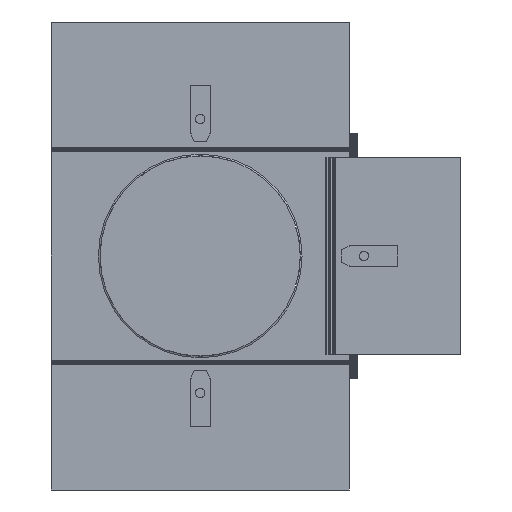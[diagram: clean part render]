
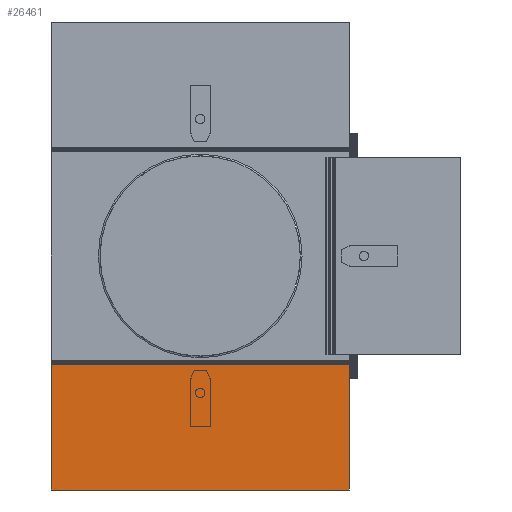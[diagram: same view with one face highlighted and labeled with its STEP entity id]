
A CAD part, front view. The second image highlights one B-rep face of the part: STEP entity #26461.
In plain terms, the highlighted planar face has unit normal (0, -1, 0).
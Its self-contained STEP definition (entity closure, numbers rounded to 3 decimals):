
#2330 = FACE_OUTER_BOUND ( 'NONE', #27167, .T. ) ;
#3532 = EDGE_CURVE ( 'NONE', #13569, #5894, #27494, .T. ) ;
#3754 = CARTESIAN_POINT ( 'NONE',  ( 230., 0., 193.7 ) ) ;
#5462 = DIRECTION ( 'NONE',  ( -1., 0., 0. ) ) ;
#5696 = LINE ( 'NONE', #22546, #6422 ) ;
#5894 = VERTEX_POINT ( 'NONE', #12455 ) ;
#6422 = VECTOR ( 'NONE', #24884, 1000. ) ;
#7750 = VERTEX_POINT ( 'NONE', #27713 ) ;
#10471 = EDGE_CURVE ( 'NONE', #5894, #17958, #5696, .T. ) ;
#10663 = CARTESIAN_POINT ( 'NONE',  ( 230., 0., 0. ) ) ;
#11042 = VECTOR ( 'NONE', #13202, 1000. ) ;
#11768 = LINE ( 'NONE', #24753, #11042 ) ;
#11797 = VECTOR ( 'NONE', #19301, 1000. ) ;
#11806 = ORIENTED_EDGE ( 'NONE', *, *, #3532, .T. ) ;
#11910 = ORIENTED_EDGE ( 'NONE', *, *, #10471, .T. ) ;
#12455 = CARTESIAN_POINT ( 'NONE',  ( -230., 0., 193.7 ) ) ;
#12549 = LINE ( 'NONE', #16863, #11797 ) ;
#12679 = EDGE_CURVE ( 'NONE', #7750, #17958, #12549, .T. ) ;
#12899 = EDGE_CURVE ( 'NONE', #13569, #7750, #11768, .T. ) ;
#13001 = VECTOR ( 'NONE', #5462, 1000. ) ;
#13014 = DIRECTION ( 'NONE',  ( 0., 0., 1. ) ) ;
#13157 = AXIS2_PLACEMENT_3D ( 'NONE', #10663, #26899, #13014 ) ;
#13202 = DIRECTION ( 'NONE',  ( 0., 0., -1. ) ) ;
#13569 = VERTEX_POINT ( 'NONE', #18028 ) ;
#16863 = CARTESIAN_POINT ( 'NONE',  ( 230., 0., 0. ) ) ;
#17958 = VERTEX_POINT ( 'NONE', #26120 ) ;
#18028 = CARTESIAN_POINT ( 'NONE',  ( 230., 0., 193.7 ) ) ;
#18069 = ORIENTED_EDGE ( 'NONE', *, *, #12679, .F. ) ;
#18174 = ORIENTED_EDGE ( 'NONE', *, *, #12899, .F. ) ;
#19301 = DIRECTION ( 'NONE',  ( -1., 0., 0. ) ) ;
#22546 = CARTESIAN_POINT ( 'NONE',  ( -230., 0., 0. ) ) ;
#24753 = CARTESIAN_POINT ( 'NONE',  ( 230., 0., 0. ) ) ;
#24884 = DIRECTION ( 'NONE',  ( 0., 0., -1. ) ) ;
#26120 = CARTESIAN_POINT ( 'NONE',  ( -230., 0., 0. ) ) ;
#26461 = ADVANCED_FACE ( 'NONE', ( #2330 ), #26805, .F. ) ;
#26805 = PLANE ( 'NONE',  #13157 ) ;
#26899 = DIRECTION ( 'NONE',  ( 0., 1., 0. ) ) ;
#27167 = EDGE_LOOP ( 'NONE', ( #11910, #18069, #18174, #11806 ) ) ;
#27494 = LINE ( 'NONE', #3754, #13001 ) ;
#27713 = CARTESIAN_POINT ( 'NONE',  ( 230., 0., 0. ) ) ;
